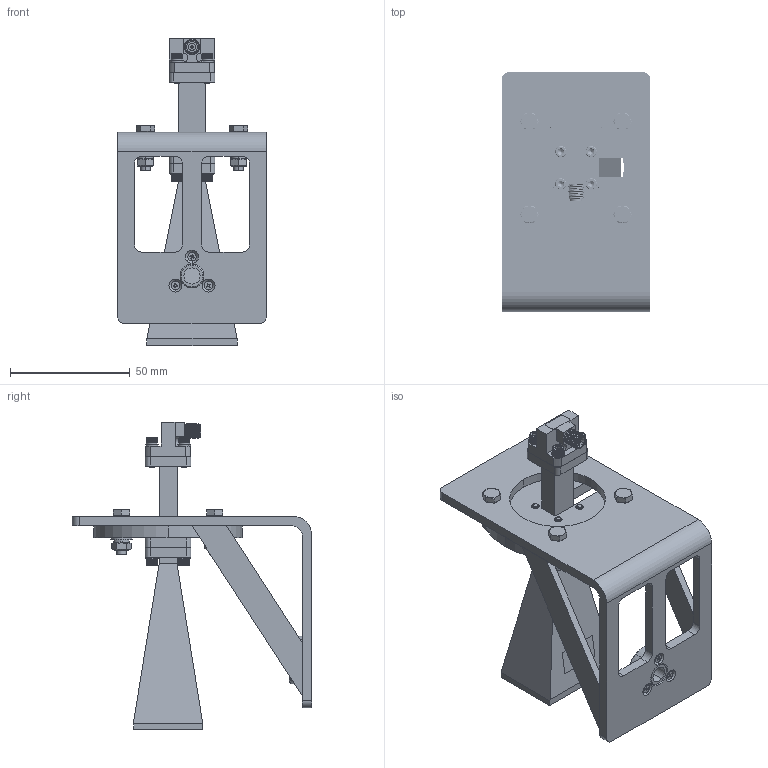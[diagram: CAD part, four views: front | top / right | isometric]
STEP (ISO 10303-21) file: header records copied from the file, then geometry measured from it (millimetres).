
FILE_DESCRIPTION (( 'STEP AP214' ), '1' );
FILE_NAME ('FM2WAN028-20KF_3D.step', '2024-07-17T23:32:30', ( '' ), ( '' ), 'SwSTEP 2.0', 'SolidWorks 2022', '' );
FILE_SCHEMA (( 'AUTOMOTIVE_DESIGN' ));
Length unit declared in the file: inch
Products named in the file (19): Copy of hexagon head bolts-full thread gb_GB_FASTENER_BOLT_STBAB A M4X16-N^FMWAN028-LMT_FM2WAN028-20KF; Copy of cross recessed countersunk head screws gb1_GB_CROSS_SCREWS_TYPE4 M2X8-6.8  H type-N^FMWAN028-LMT_FM2WAN028-20KF; FMWAN028-LMT^FM2WAN028-20KF; Copy of Íä°å^FMWAN028-LMT_FM2WAN028-20KF; SCRW 4-40SH x 3_8^FM2WAN028-20KF; STDF RCTL^FMW28S001-1.5_FM2WAN028-20KF; Copy of 908ÂÝÄ¸^FMWAN028-LMT_FM2WAN028-20KF; SCRW 4-40SH x 9_16^FM2WAN028-20KF; FBP320^FMW28S001-1.5_FM2WAN028-20KF; FM2WAN028-20KF_3D; Copy of spring lock washers--normal type gb_GB_FASTENER_WASHER_SW 4^FMWAN028-LMT_FM2WAN028-20KF; Copy of plain washers-n series-grade a gb_GB_FASTENER_WASHER_PWNA 4^FMWAN028-LMT_FM2WAN028-20KF; IE00106; Copy of Á¬½Ó·¨À¼^FMWAN028-LMT_FM2WAN028-20KF; FMWAN028-20^FM2WAN028-20KF; Copy of ½î°å^FMWAN028-LMT_FM2WAN028-20KF; Copy of hex nuts, style 1-grades ab gb_GB_FASTENER_NUT_SNAB1 M4-N^FMWAN028-LMT_FM2WAN028-20KF; FMW28S001-1.5^FM2WAN028-20KF; 4-LW^FM2WAN028-20KF
Assembly tree (47 placements, depth 3):
  FM2WAN028-20KF_3D
    FMWAN028-LMT^FM2WAN028-20KF
      Copy of Íä°å^FMWAN028-LMT_FM2WAN028-20KF
      Copy of 908ÂÝÄ¸^FMWAN028-LMT_FM2WAN028-20KF
      Copy of Á¬½Ó·¨À¼^FMWAN028-LMT_FM2WAN028-20KF
      Copy of ½î°å^FMWAN028-LMT_FM2WAN028-20KF  x2
      Copy of cross recessed countersunk head screws gb1_GB_CROSS_SCREWS_TYPE4 M2X8-6.8  H type-N^FMWAN028-LMT_FM2WAN028-20KF  x3
      Copy of hex nuts, style 1-grades ab gb_GB_FASTENER_NUT_SNAB1 M4-N^FMWAN028-LMT_FM2WAN028-20KF  x4
      Copy of spring lock washers--normal type gb_GB_FASTENER_WASHER_SW 4^FMWAN028-LMT_FM2WAN028-20KF  x4
      Copy of plain washers-n series-grade a gb_GB_FASTENER_WASHER_PWNA 4^FMWAN028-LMT_FM2WAN028-20KF  x4
      Copy of hexagon head bolts-full thread gb_GB_FASTENER_BOLT_STBAB A M4X16-N^FMWAN028-LMT_FM2WAN028-20KF  x4
    FMW28S001-1.5^FM2WAN028-20KF
      FBP320^FMW28S001-1.5_FM2WAN028-20KF  x2
      STDF RCTL^FMW28S001-1.5_FM2WAN028-20KF
    FMWAN028-20^FM2WAN028-20KF
    IE00106
    4-LW^FM2WAN028-20KF  x8
    SCRW 4-40SH x 9_16^FM2WAN028-20KF  x4
    SCRW 4-40SH x 3_8^FM2WAN028-20KF  x4
Bounding box: 62 x 100 x 128.34 mm (x, y, z)
Volume: 73844.2 mm3; surface area: 56401.6 mm2
Topology: 45 solids, 45 shells, 4225 faces, 11976 edges, 7862 vertices
Faces by surface type: plane 1585, cylinder 1166, cone 822, torus 624, bspline 28
Entity records: 56555 total; most frequent: CARTESIAN_POINT 24988, ORIENTED_EDGE 7046, DIRECTION 5549, EDGE_CURVE 3523, VERTEX_POINT 2318, AXIS2_PLACEMENT_3D 2154, EDGE_LOOP 1351, ADVANCED_FACE 1254
